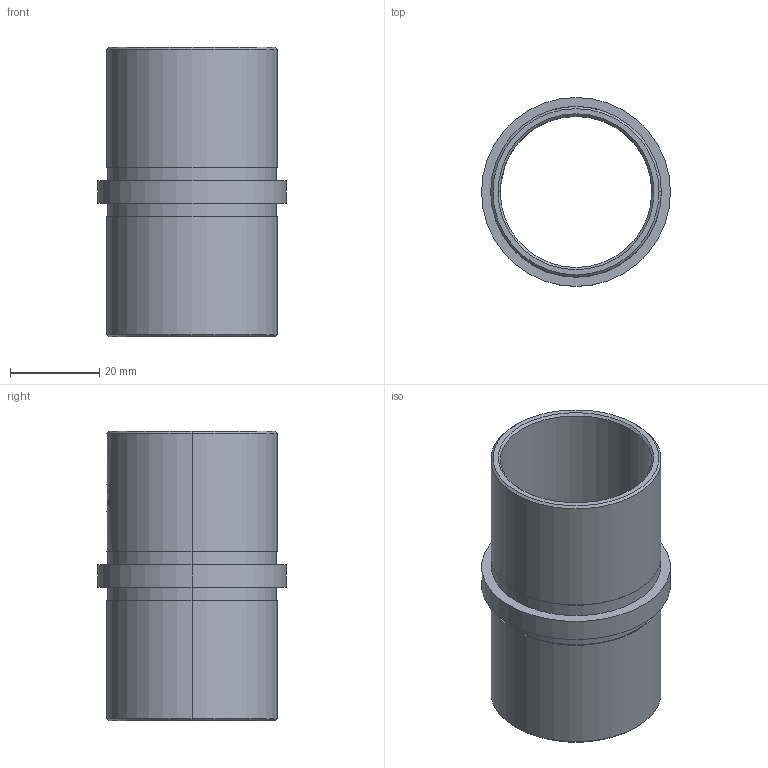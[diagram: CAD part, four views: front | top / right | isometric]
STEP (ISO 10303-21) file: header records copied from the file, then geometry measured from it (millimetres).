
FILE_DESCRIPTION (( 'STEP AP203' ), '1' );
FILE_NAME ('50042-240.step', '2018-07-16T13:08:29', ( '' ), ( '' ), 'SwSTEP 2.0', 'SolidWorks 2015', '' );
FILE_SCHEMA (( 'CONFIG_CONTROL_DESIGN' ));
Length unit declared in the file: millimetre
Products named in the file (1): 50042-240
Bounding box: 42.4 x 42.4 x 65 mm (x, y, z)
Volume: 16963 mm3; surface area: 15810.1 mm2
Topology: 1 solids, 1 shells, 439 faces, 1171 edges, 768 vertices
Faces by surface type: plane 209, bspline 154, cylinder 68, cone 8
Entity records: 20134 total; most frequent: CARTESIAN_POINT 10307, ORIENTED_EDGE 2342, DIRECTION 1519, EDGE_CURVE 1171, VERTEX_POINT 768, LINE 555, VECTOR 555, AXIS2_PLACEMENT_3D 482
